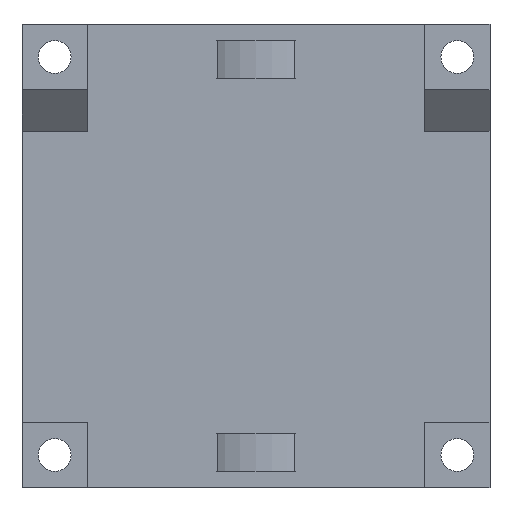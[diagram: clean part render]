
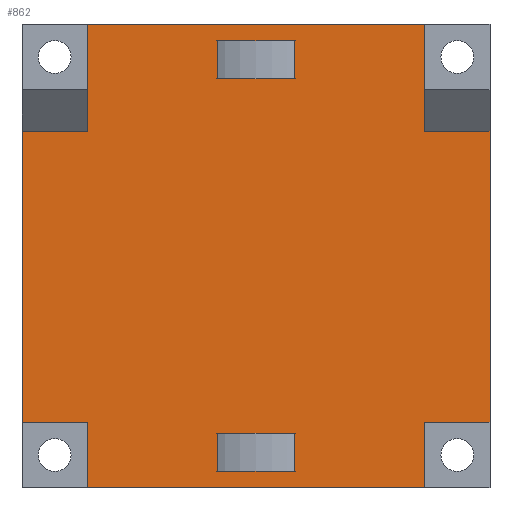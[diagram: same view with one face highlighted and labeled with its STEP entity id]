
A CAD part, front view. The second image highlights one B-rep face of the part: STEP entity #862.
In plain terms, the highlighted planar face has unit normal (0, -1, 0).
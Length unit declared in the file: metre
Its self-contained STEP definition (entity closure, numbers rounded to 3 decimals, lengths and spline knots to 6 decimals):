
#67=ORIENTED_EDGE('',*,*,#323,.F.);
#68=ORIENTED_EDGE('',*,*,#324,.T.);
#69=ORIENTED_EDGE('',*,*,#325,.T.);
#70=ORIENTED_EDGE('',*,*,#326,.T.);
#71=ORIENTED_EDGE('',*,*,#327,.F.);
#72=ORIENTED_EDGE('',*,*,#328,.F.);
#73=ORIENTED_EDGE('',*,*,#329,.T.);
#74=ORIENTED_EDGE('',*,*,#330,.T.);
#75=ORIENTED_EDGE('',*,*,#331,.T.);
#76=ORIENTED_EDGE('',*,*,#332,.T.);
#77=ORIENTED_EDGE('',*,*,#333,.F.);
#78=ORIENTED_EDGE('',*,*,#334,.F.);
#79=ORIENTED_EDGE('',*,*,#335,.F.);
#80=ORIENTED_EDGE('',*,*,#336,.T.);
#81=ORIENTED_EDGE('',*,*,#337,.T.);
#82=ORIENTED_EDGE('',*,*,#338,.F.);
#83=ORIENTED_EDGE('',*,*,#339,.F.);
#84=ORIENTED_EDGE('',*,*,#340,.T.);
#85=ORIENTED_EDGE('',*,*,#341,.F.);
#86=ORIENTED_EDGE('',*,*,#342,.F.);
#323=EDGE_CURVE('',#451,#452,#539,.T.);
#324=EDGE_CURVE('',#451,#453,#540,.T.);
#325=EDGE_CURVE('',#453,#454,#541,.T.);
#326=EDGE_CURVE('',#454,#452,#542,.F.);
#327=EDGE_CURVE('',#455,#456,#543,.F.);
#328=EDGE_CURVE('',#457,#455,#544,.T.);
#329=EDGE_CURVE('',#457,#458,#545,.T.);
#330=EDGE_CURVE('',#458,#459,#546,.T.);
#331=EDGE_CURVE('',#459,#460,#547,.T.);
#332=EDGE_CURVE('',#460,#461,#548,.T.);
#333=EDGE_CURVE('',#462,#461,#549,.T.);
#334=EDGE_CURVE('',#463,#462,#550,.T.);
#335=EDGE_CURVE('',#464,#463,#551,.T.);
#336=EDGE_CURVE('',#464,#465,#552,.T.);
#337=EDGE_CURVE('',#465,#466,#553,.T.);
#338=EDGE_CURVE('',#456,#466,#554,.T.);
#339=EDGE_CURVE('',#467,#468,#555,.F.);
#340=EDGE_CURVE('',#467,#469,#556,.T.);
#341=EDGE_CURVE('',#470,#469,#557,.T.);
#342=EDGE_CURVE('',#468,#470,#558,.T.);
#451=VERTEX_POINT('',#1236);
#452=VERTEX_POINT('',#1237);
#453=VERTEX_POINT('',#1239);
#454=VERTEX_POINT('',#1241);
#455=VERTEX_POINT('',#1244);
#456=VERTEX_POINT('',#1245);
#457=VERTEX_POINT('',#1247);
#458=VERTEX_POINT('',#1249);
#459=VERTEX_POINT('',#1251);
#460=VERTEX_POINT('',#1253);
#461=VERTEX_POINT('',#1255);
#462=VERTEX_POINT('',#1257);
#463=VERTEX_POINT('',#1259);
#464=VERTEX_POINT('',#1261);
#465=VERTEX_POINT('',#1263);
#466=VERTEX_POINT('',#1265);
#467=VERTEX_POINT('',#1268);
#468=VERTEX_POINT('',#1269);
#469=VERTEX_POINT('',#1271);
#470=VERTEX_POINT('',#1273);
#539=LINE('',#1235,#633);
#540=LINE('',#1238,#634);
#541=LINE('',#1240,#635);
#542=LINE('',#1242,#636);
#543=LINE('',#1243,#637);
#544=LINE('',#1246,#638);
#545=LINE('',#1248,#639);
#546=LINE('',#1250,#640);
#547=LINE('',#1252,#641);
#548=LINE('',#1254,#642);
#549=LINE('',#1256,#643);
#550=LINE('',#1258,#644);
#551=LINE('',#1260,#645);
#552=LINE('',#1262,#646);
#553=LINE('',#1264,#647);
#554=LINE('',#1266,#648);
#555=LINE('',#1267,#649);
#556=LINE('',#1270,#650);
#557=LINE('',#1272,#651);
#558=LINE('',#1274,#652);
#633=VECTOR('',#993,1.);
#634=VECTOR('',#994,1.);
#635=VECTOR('',#995,1.);
#636=VECTOR('',#996,1.);
#637=VECTOR('',#997,1.);
#638=VECTOR('',#998,1.);
#639=VECTOR('',#999,1.);
#640=VECTOR('',#1000,1.);
#641=VECTOR('',#1001,1.);
#642=VECTOR('',#1002,1.);
#643=VECTOR('',#1003,1.);
#644=VECTOR('',#1004,1.);
#645=VECTOR('',#1005,1.);
#646=VECTOR('',#1006,1.);
#647=VECTOR('',#1007,1.);
#648=VECTOR('',#1008,1.);
#649=VECTOR('',#1009,1.);
#650=VECTOR('',#1010,1.);
#651=VECTOR('',#1011,1.);
#652=VECTOR('',#1012,1.);
#727=EDGE_LOOP('',(#67,#68,#69,#70));
#728=EDGE_LOOP('',(#71,#72,#73,#74,#75,#76,#77,#78,#79,#80,#81,#82));
#729=EDGE_LOOP('',(#83,#84,#85,#86));
#781=FACE_BOUND('',#727,.T.);
#782=FACE_BOUND('',#728,.T.);
#783=FACE_BOUND('',#729,.T.);
#835=PLANE('',#915);
#862=ADVANCED_FACE('',(#781,#782,#783),#835,.T.);
#915=AXIS2_PLACEMENT_3D('',#1234,#991,#992);
#991=DIRECTION('',(0.,-1.,0.));
#992=DIRECTION('',(1.,0.,0.));
#993=DIRECTION('',(1.,0.,0.));
#994=DIRECTION('',(0.,0.,1.));
#995=DIRECTION('',(1.,0.,0.));
#996=DIRECTION('',(0.,0.,1.));
#997=DIRECTION('',(-1.,0.,0.));
#998=DIRECTION('',(0.,0.,-1.));
#999=DIRECTION('',(-1.,0.,0.));
#1000=DIRECTION('',(0.,0.,-1.));
#1001=DIRECTION('',(-1.,0.,0.));
#1002=DIRECTION('',(0.,0.,-1.));
#1003=DIRECTION('',(-1.,0.,0.));
#1004=DIRECTION('',(0.,0.,1.));
#1005=DIRECTION('',(-1.,0.,0.));
#1006=DIRECTION('',(0.,0.,1.));
#1007=DIRECTION('',(1.,0.,0.));
#1008=DIRECTION('',(0.,0.,-1.));
#1009=DIRECTION('',(0.,0.,1.));
#1010=DIRECTION('',(1.,0.,0.));
#1011=DIRECTION('',(0.,0.,1.));
#1012=DIRECTION('',(1.,0.,0.));
#1234=CARTESIAN_POINT('',(-0.01845,-0.0018,0.042502));
#1235=CARTESIAN_POINT('',(-0.01845,-0.0018,0.0015));
#1236=CARTESIAN_POINT('',(-0.003488,-0.0018,0.0015));
#1237=CARTESIAN_POINT('',(0.003488,-0.0018,0.0015));
#1238=CARTESIAN_POINT('',(-0.003488,-0.0018,0.026492));
#1239=CARTESIAN_POINT('',(-0.003488,-0.0018,0.005));
#1240=CARTESIAN_POINT('',(-0.01845,-0.0018,0.005));
#1241=CARTESIAN_POINT('',(0.003488,-0.0018,0.005));
#1242=CARTESIAN_POINT('',(0.003488,-0.0018,0.026492));
#1243=CARTESIAN_POINT('',(0.,-0.0018,0.032686));
#1244=CARTESIAN_POINT('',(0.01545,-0.0018,0.032686));
#1245=CARTESIAN_POINT('',(0.02145,-0.0018,0.032686));
#1246=CARTESIAN_POINT('',(0.01545,-0.0018,0.0395));
#1247=CARTESIAN_POINT('',(0.01545,-0.0018,0.0425));
#1248=CARTESIAN_POINT('',(-0.01845,-0.0018,0.0425));
#1249=CARTESIAN_POINT('',(-0.01545,-0.0018,0.0425));
#1250=CARTESIAN_POINT('',(-0.01545,-0.0018,0.0395));
#1251=CARTESIAN_POINT('',(-0.01545,-0.0018,0.032686));
#1252=CARTESIAN_POINT('',(0.,-0.0018,0.032686));
#1253=CARTESIAN_POINT('',(-0.02145,-0.0018,0.032686));
#1254=CARTESIAN_POINT('',(-0.02145,-0.0018,0.042502));
#1255=CARTESIAN_POINT('',(-0.02145,-0.0018,0.006));
#1256=CARTESIAN_POINT('',(-0.01845,-0.0018,0.006));
#1257=CARTESIAN_POINT('',(-0.01545,-0.0018,0.006));
#1258=CARTESIAN_POINT('',(-0.01545,-0.0018,0.003));
#1259=CARTESIAN_POINT('',(-0.01545,-0.0018,0.));
#1260=CARTESIAN_POINT('',(-0.01845,-0.0018,0.));
#1261=CARTESIAN_POINT('',(0.01545,-0.0018,0.));
#1262=CARTESIAN_POINT('',(0.01545,-0.0018,0.003));
#1263=CARTESIAN_POINT('',(0.01545,-0.0018,0.006));
#1264=CARTESIAN_POINT('',(0.01845,-0.0018,0.006));
#1265=CARTESIAN_POINT('',(0.02145,-0.0018,0.006));
#1266=CARTESIAN_POINT('',(0.02145,-0.0018,0.042502));
#1267=CARTESIAN_POINT('',(-0.003488,-0.0018,0.026492));
#1268=CARTESIAN_POINT('',(-0.003488,-0.0018,0.041));
#1269=CARTESIAN_POINT('',(-0.003488,-0.0018,0.0375));
#1270=CARTESIAN_POINT('',(-0.01845,-0.0018,0.041));
#1271=CARTESIAN_POINT('',(0.003488,-0.0018,0.041));
#1272=CARTESIAN_POINT('',(0.003488,-0.0018,0.026492));
#1273=CARTESIAN_POINT('',(0.003488,-0.0018,0.0375));
#1274=CARTESIAN_POINT('',(-0.01845,-0.0018,0.0375));
